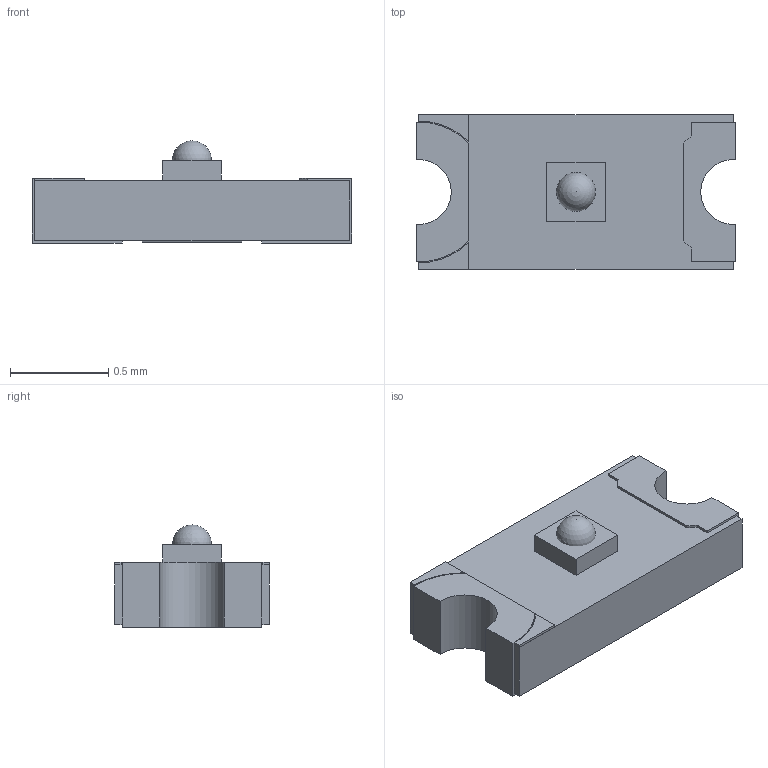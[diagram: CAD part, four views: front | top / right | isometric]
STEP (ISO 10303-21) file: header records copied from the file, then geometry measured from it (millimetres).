
FILE_DESCRIPTION(/* description */ (''),/* implementation_level */ '2;1');
FILE_NAME(/* name */ 'LED_DIALIGHT_598-8060-107F_Part1.stp',/* time_stamp */ '2017-02-13T09:14:11+01:00',/* author */ ('jchouvet'),/* organization */ ('SolidWorks'),/* preprocessor_version */ 'ST-DEVELOPER v16.1',/* originating_system */ 'AutoCAD Mechanical',/* authorisation */ ' ');
FILE_SCHEMA (('AUTOMOTIVE_DESIGN { 1 0 10303 214 3 1 1 }'));
Length unit declared in the file: millimetre
Products named in the file (1): Product
Bounding box: 1.63 x 0.79 x 0.52 mm (x, y, z)
Volume: 0.4 mm3; surface area: 6.9 mm2
Topology: 8 solids, 8 shells, 74 faces, 178 edges, 118 vertices
Faces by surface type: plane 61, cylinder 12, sphere 1
Entity records: 2168 total; most frequent: CARTESIAN_POINT 369, ORIENTED_EDGE 352, DIRECTION 351, EDGE_CURVE 176, LINE 151, VECTOR 151, VERTEX_POINT 118, AXIS2_PLACEMENT_3D 100
